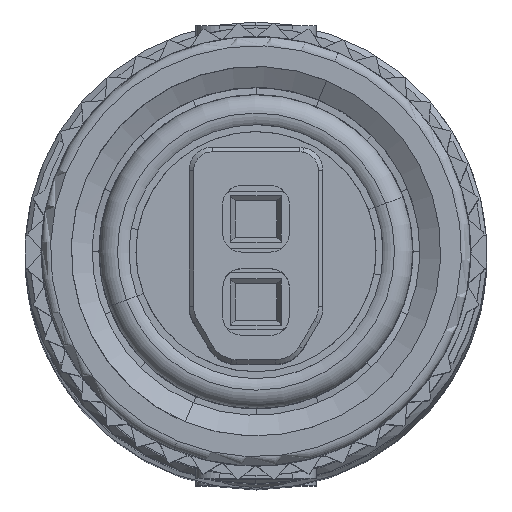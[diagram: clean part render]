
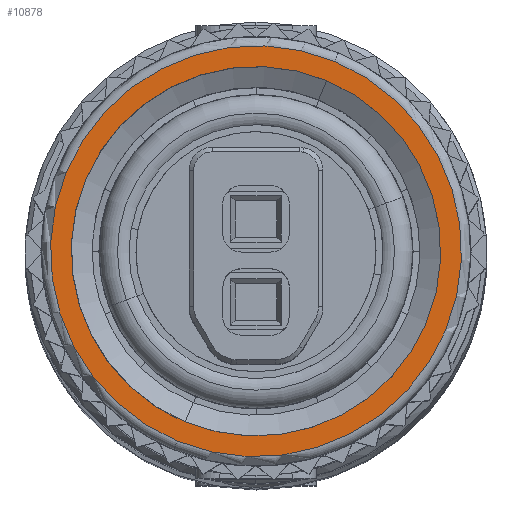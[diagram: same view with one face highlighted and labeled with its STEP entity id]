
A CAD part, top view. The second image highlights one B-rep face of the part: STEP entity #10878.
In plain terms, the highlighted planar face has unit normal (0, 0, 1).
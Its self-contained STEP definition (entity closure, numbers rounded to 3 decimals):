
#5311=AXIS2_PLACEMENT_3D('Circle Axis2P3D',#5309,#5310,$) ;
#9186=AXIS2_PLACEMENT_3D('Circle Axis2P3D',#9184,#9185,$) ;
#10854=AXIS2_PLACEMENT_3D('Plane Axis2P3D',#10851,#10852,#10853) ;
#10862=AXIS2_PLACEMENT_3D('Circle Axis2P3D',#10860,#10861,$) ;
#10871=AXIS2_PLACEMENT_3D('Circle Axis2P3D',#10869,#10870,$) ;
#5306=CARTESIAN_POINT('Vertex',(6.703,9.111,119.099)) ;
#5309=CARTESIAN_POINT('Axis2P3D Location',(5.,5.,119.099)) ;
#5313=CARTESIAN_POINT('Vertex',(3.297,0.889,119.099)) ;
#9184=CARTESIAN_POINT('Axis2P3D Location',(5.,5.,119.099)) ;
#10851=CARTESIAN_POINT('Axis2P3D Location',(3.764,5.987,119.099)) ;
#10860=CARTESIAN_POINT('Axis2P3D Location',(5.,5.,119.099)) ;
#10864=CARTESIAN_POINT('Vertex',(3.469,1.304,119.099)) ;
#10866=CARTESIAN_POINT('Vertex',(6.531,8.696,119.099)) ;
#10869=CARTESIAN_POINT('Axis2P3D Location',(5.,5.,119.099)) ;
#5310=DIRECTION('Axis2P3D Direction',(0.,0.,1.)) ;
#9185=DIRECTION('Axis2P3D Direction',(0.,0.,1.)) ;
#10852=DIRECTION('Axis2P3D Direction',(0.,0.,1.)) ;
#10853=DIRECTION('Axis2P3D XDirection',(0.383,0.924,0.)) ;
#10861=DIRECTION('Axis2P3D Direction',(0.,0.,1.)) ;
#10870=DIRECTION('Axis2P3D Direction',(0.,0.,1.)) ;
#10857=ORIENTED_EDGE('',*,*,#9188,.T.) ;
#10858=ORIENTED_EDGE('',*,*,#5315,.T.) ;
#10875=ORIENTED_EDGE('',*,*,#10868,.F.) ;
#10876=ORIENTED_EDGE('',*,*,#10873,.F.) ;
#10877=FACE_BOUND('',#10874,.T.) ;
#10878=ADVANCED_FACE('Hauptk\X2\00F6\X0\rper',(#10859,#10877),#10855,.T.) ;
#5312=CIRCLE('generated circle',#5311,4.45) ;
#9187=CIRCLE('generated circle',#9186,4.45) ;
#10863=CIRCLE('generated circle',#10862,4.) ;
#10872=CIRCLE('generated circle',#10871,4.) ;
#5315=EDGE_CURVE('',#5314,#5307,#5312,.T.) ;
#9188=EDGE_CURVE('',#5307,#5314,#9187,.T.) ;
#10868=EDGE_CURVE('',#10865,#10867,#10863,.T.) ;
#10873=EDGE_CURVE('',#10867,#10865,#10872,.T.) ;
#10856=EDGE_LOOP('',(#10857,#10858)) ;
#10874=EDGE_LOOP('',(#10875,#10876)) ;
#10859=FACE_OUTER_BOUND('',#10856,.T.) ;
#10855=PLANE('',#10854) ;
#5307=VERTEX_POINT('',#5306) ;
#5314=VERTEX_POINT('',#5313) ;
#10865=VERTEX_POINT('',#10864) ;
#10867=VERTEX_POINT('',#10866) ;
